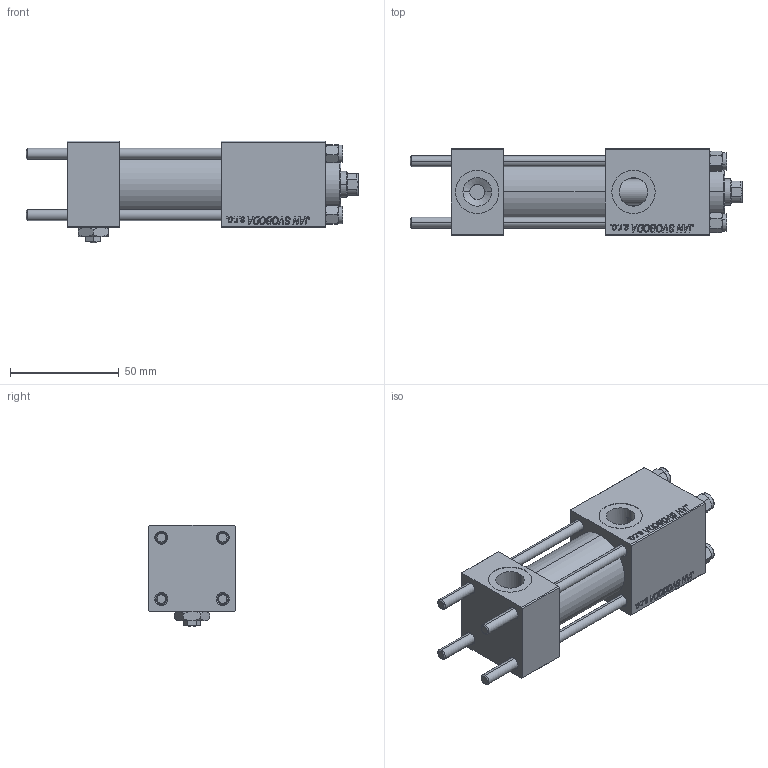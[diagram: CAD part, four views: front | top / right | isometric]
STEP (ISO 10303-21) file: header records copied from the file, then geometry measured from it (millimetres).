
FILE_DESCRIPTION (( 'STEP AP203' ), '1' );
FILE_NAME ('3b6b.STEP', '2022-04-15T06:47:35', ( '' ), ( '' ), 'SwSTEP 2.0', 'SolidWorks 2019', '' );
FILE_SCHEMA (( 'CONFIG_CONTROL_DESIGN' ));
Length unit declared in the file: millimetre
Products named in the file (7): 3b6b; NUT_M5 16f11e8ce5753eedea4031719b76cf2c; V215_VC_A 16f11e8ce5753eedea4031719b76cf2c; CR025_012_A_0_G_A_G_M_020_+#_##_TYCINKA 16f11e8ce5753eedea4031719b76cf2c; V215CR_VCP 16f11e8ce5753eedea4031719b76cf2c; V215CR_BODY_A 16f11e8ce5753eedea4031719b76cf2c; Zatka_pro_OIL_PORT 16f11e8ce5753eedea4031719b76cf2c
Assembly tree (12 placements, depth 2):
  3b6b
    V215CR_BODY_A 16f11e8ce5753eedea4031719b76cf2c
    CR025_012_A_0_G_A_G_M_020_+#_##_TYCINKA 16f11e8ce5753eedea4031719b76cf2c  x4
    NUT_M5 16f11e8ce5753eedea4031719b76cf2c  x4
    V215CR_VCP 16f11e8ce5753eedea4031719b76cf2c
    V215_VC_A 16f11e8ce5753eedea4031719b76cf2c
    Zatka_pro_OIL_PORT 16f11e8ce5753eedea4031719b76cf2c
Bounding box: 153 x 40 x 47 mm (x, y, z)
Volume: 144021.7 mm3; surface area: 59974.3 mm2
Topology: 12 solids, 12 shells, 1190 faces, 2978 edges, 1921 vertices
Faces by surface type: plane 542, bspline 392, cone 158, cylinder 90, torus 8
Entity records: 51665 total; most frequent: CARTESIAN_POINT 27551, ORIENTED_EDGE 5448, DIRECTION 3466, EDGE_CURVE 2724, VERTEX_POINT 1777, LINE 1626, VECTOR 1626, EDGE_LOOP 1201
